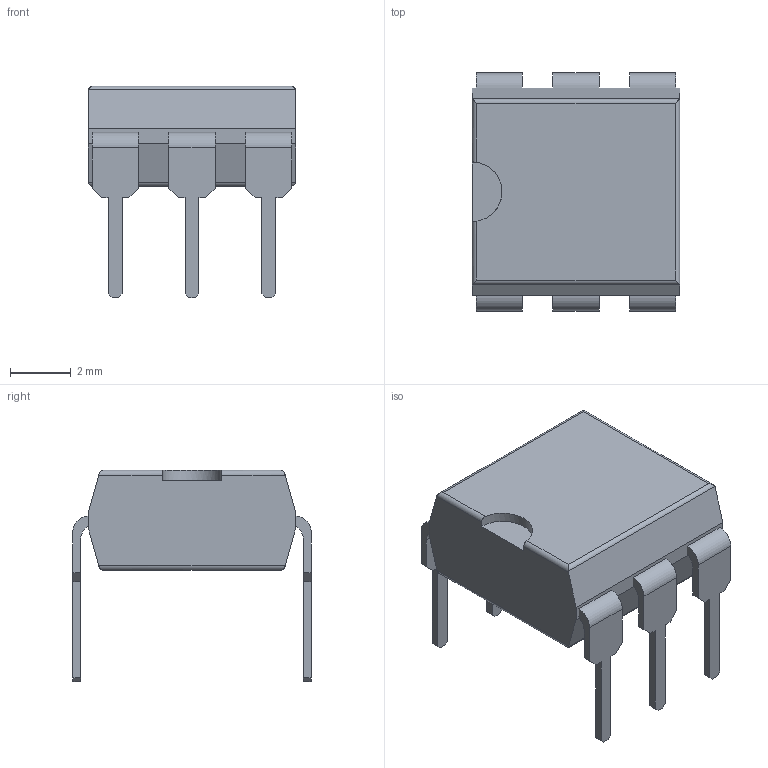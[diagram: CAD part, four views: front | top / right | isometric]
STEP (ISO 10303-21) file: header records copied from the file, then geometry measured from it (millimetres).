
FILE_DESCRIPTION(/* description */ (''),/* implementation_level */ '2;1');
FILE_NAME(/* name */ 'Package-DIP-6.step',/* time_stamp */ '2023-10-29T18:20:47+01:00',/* author */ (''),/* organization */ (''),/* preprocessor_version */ 'ST-DEVELOPER v20',/* originating_system */ 'Autodesk Translation Framework v12.14.0.127',/* authorisation */ '');
FILE_SCHEMA (('AUTOMOTIVE_DESIGN { 1 0 10303 214 3 1 1 }'));
Length unit declared in the file: millimetre
Products named in the file (3): Package-DIP-6; Leads; Body
Assembly tree (2 placements, depth 2):
  Package-DIP-6
    Leads
    Body
Bounding box: 6.86 x 7.87 x 6.99 mm (x, y, z)
Volume: 162.8 mm3; surface area: 320.1 mm2
Topology: 4 solids, 4 shells, 111 faces, 309 edges, 206 vertices
Faces by surface type: plane 89, cylinder 22
Entity records: 3646 total; most frequent: CARTESIAN_POINT 650, ORIENTED_EDGE 618, DIRECTION 583, EDGE_CURVE 309, LINE 265, VECTOR 265, VERTEX_POINT 206, AXIS2_PLACEMENT_3D 159
